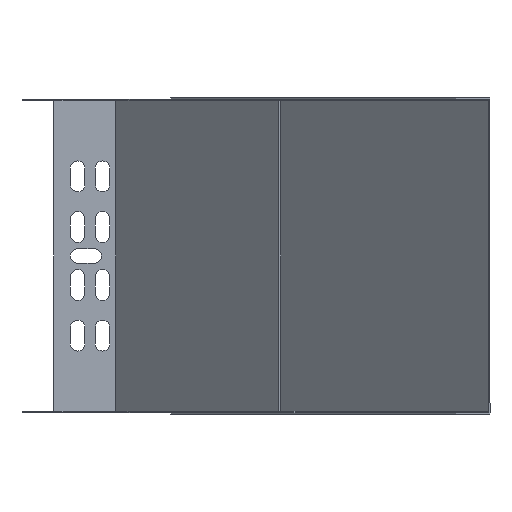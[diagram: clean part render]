
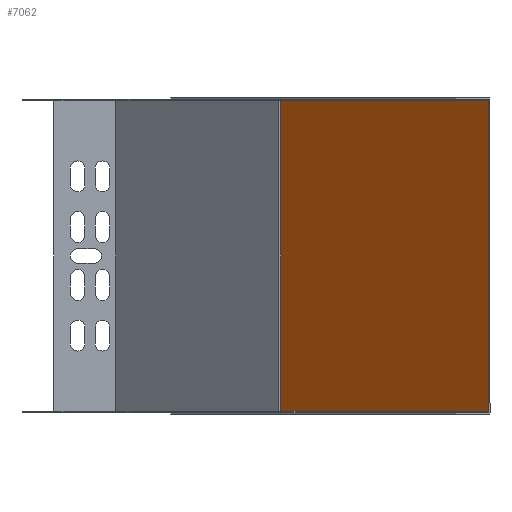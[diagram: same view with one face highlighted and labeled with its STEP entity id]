
A CAD part, front view. The second image highlights one B-rep face of the part: STEP entity #7062.
In plain terms, the highlighted planar face has unit normal (-0.707, -0.707, 0).
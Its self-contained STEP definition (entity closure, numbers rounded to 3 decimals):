
#31 = VERTEX_POINT ( 'NONE', #3925 ) ;
#502 = VECTOR ( 'NONE', #4810, 1000. ) ;
#634 = PLANE ( 'NONE',  #2671 ) ;
#900 = VECTOR ( 'NONE', #3164, 1000. ) ;
#1063 = LINE ( 'NONE', #5223, #502 ) ;
#1087 = EDGE_CURVE ( 'NONE', #2089, #31, #1063, .T. ) ;
#1313 = LINE ( 'NONE', #3192, #900 ) ;
#1802 = CARTESIAN_POINT ( 'NONE',  ( -8.613, 100.98, 45.029 ) ) ;
#1864 = VERTEX_POINT ( 'NONE', #7298 ) ;
#2056 = EDGE_CURVE ( 'NONE', #1864, #6856, #5227, .T. ) ;
#2089 = VERTEX_POINT ( 'NONE', #5486 ) ;
#2094 = ORIENTED_EDGE ( 'NONE', *, *, #7696, .F. ) ;
#2200 = ORIENTED_EDGE ( 'NONE', *, *, #2056, .T. ) ;
#2448 = ORIENTED_EDGE ( 'NONE', *, *, #1087, .T. ) ;
#2671 = AXIS2_PLACEMENT_3D ( 'NONE', #4999, #6931, #3189 ) ;
#2894 = VECTOR ( 'NONE', #5560, 1000. ) ;
#3039 = EDGE_LOOP ( 'NONE', ( #2094, #2448, #7574, #2200 ) ) ;
#3164 = DIRECTION ( 'NONE',  ( 0.707, -0.707, 0. ) ) ;
#3189 = DIRECTION ( 'NONE',  ( 0.707, -0.707, 0. ) ) ;
#3192 = CARTESIAN_POINT ( 'NONE',  ( -8.613, 100.98, 196.629 ) ) ;
#3925 = CARTESIAN_POINT ( 'NONE',  ( 129.272, -36.906, 196.629 ) ) ;
#4810 = DIRECTION ( 'NONE',  ( 0., 0., 1. ) ) ;
#4905 = EDGE_CURVE ( 'NONE', #1864, #31, #1313, .T. ) ;
#4999 = CARTESIAN_POINT ( 'NONE',  ( 129.272, -36.906, 45.029 ) ) ;
#5202 = FACE_OUTER_BOUND ( 'NONE', #3039, .T. ) ;
#5223 = CARTESIAN_POINT ( 'NONE',  ( 129.272, -36.906, 45.029 ) ) ;
#5227 = LINE ( 'NONE', #5678, #2894 ) ;
#5486 = CARTESIAN_POINT ( 'NONE',  ( 129.272, -36.906, 45.029 ) ) ;
#5560 = DIRECTION ( 'NONE',  ( 0., 0., -1. ) ) ;
#5678 = CARTESIAN_POINT ( 'NONE',  ( -8.613, 100.98, 45.029 ) ) ;
#6266 = LINE ( 'NONE', #6978, #7301 ) ;
#6338 = DIRECTION ( 'NONE',  ( -0.707, 0.707, 0. ) ) ;
#6856 = VERTEX_POINT ( 'NONE', #1802 ) ;
#6931 = DIRECTION ( 'NONE',  ( -0.707, -0.707, 0. ) ) ;
#6978 = CARTESIAN_POINT ( 'NONE',  ( 129.272, -36.906, 45.029 ) ) ;
#7062 = ADVANCED_FACE ( 'NONE', ( #5202 ), #634, .T. ) ;
#7298 = CARTESIAN_POINT ( 'NONE',  ( -8.613, 100.98, 196.629 ) ) ;
#7301 = VECTOR ( 'NONE', #6338, 1000. ) ;
#7574 = ORIENTED_EDGE ( 'NONE', *, *, #4905, .F. ) ;
#7696 = EDGE_CURVE ( 'NONE', #2089, #6856, #6266, .T. ) ;
